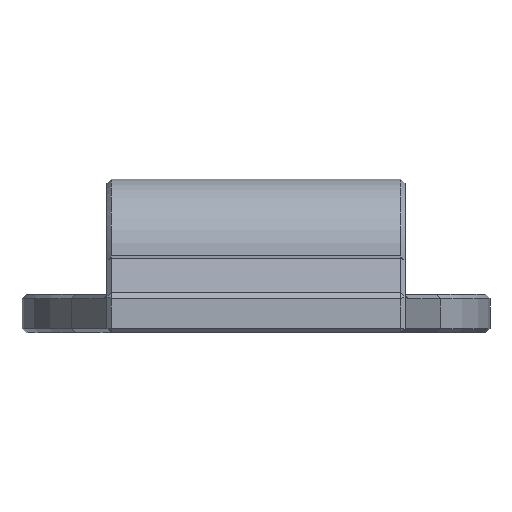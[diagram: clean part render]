
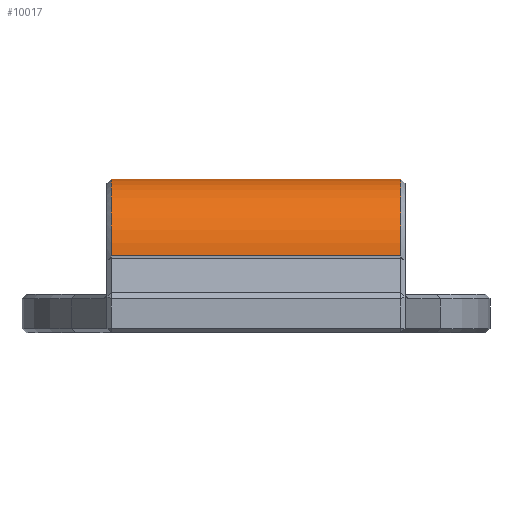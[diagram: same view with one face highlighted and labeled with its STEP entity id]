
A CAD part, front view. The second image highlights one B-rep face of the part: STEP entity #10017.
In plain terms, the highlighted cylindrical face has radius 6.25 mm (diameter 12.5 mm), a partial arc.
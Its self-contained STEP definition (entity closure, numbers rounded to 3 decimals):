
#24 = VERTEX_POINT('',#25);
#25 = CARTESIAN_POINT('',(-11.75,-6.25,0.));
#32 = PLANE('',#33);
#33 = AXIS2_PLACEMENT_3D('',#34,#35,#36);
#34 = CARTESIAN_POINT('',(0.,-6.25,0.));
#35 = DIRECTION('',(0.,0.,1.));
#36 = DIRECTION('',(0.,-1.,0.));
#85 = VERTEX_POINT('',#86);
#86 = CARTESIAN_POINT('',(11.75,-6.25,0.));
#112 = EDGE_CURVE('',#24,#85,#113,.T.);
#113 = SURFACE_CURVE('',#114,(#118,#125),.PCURVE_S1.);
#114 = LINE('',#115,#116);
#115 = CARTESIAN_POINT('',(0.,-6.25,0.));
#116 = VECTOR('',#117,1.);
#117 = DIRECTION('',(1.,0.,0.));
#118 = PCURVE('',#32,#119);
#119 = DEFINITIONAL_REPRESENTATION('',(#120),#124);
#120 = LINE('',#121,#122);
#121 = CARTESIAN_POINT('',(0.,0.));
#122 = VECTOR('',#123,1.);
#123 = DIRECTION('',(0.,1.));
#124 = ( GEOMETRIC_REPRESENTATION_CONTEXT(2) 
PARAMETRIC_REPRESENTATION_CONTEXT() REPRESENTATION_CONTEXT('2D SPACE',''
  ) );
#125 = PCURVE('',#126,#131);
#126 = CYLINDRICAL_SURFACE('',#127,6.25);
#127 = AXIS2_PLACEMENT_3D('',#128,#129,#130);
#128 = CARTESIAN_POINT('',(0.,0.,0.));
#129 = DIRECTION('',(1.,0.,0.));
#130 = DIRECTION('',(0.,0.126,0.992));
#131 = DEFINITIONAL_REPRESENTATION('',(#132),#136);
#132 = LINE('',#133,#134);
#133 = CARTESIAN_POINT('',(1.697,0.));
#134 = VECTOR('',#135,1.);
#135 = DIRECTION('',(0.,1.));
#136 = ( GEOMETRIC_REPRESENTATION_CONTEXT(2) 
PARAMETRIC_REPRESENTATION_CONTEXT() REPRESENTATION_CONTEXT('2D SPACE',''
  ) );
#9798 = CONICAL_SURFACE('',#9799,6.075,0.785);
#9799 = AXIS2_PLACEMENT_3D('',#9800,#9801,#9802);
#9800 = CARTESIAN_POINT('',(-11.925,0.,0.));
#9801 = DIRECTION('',(1.,0.,0.));
#9802 = DIRECTION('',(0.,0.,1.));
#9984 = CONICAL_SURFACE('',#9985,6.075,0.785);
#9985 = AXIS2_PLACEMENT_3D('',#9986,#9987,#9988);
#9986 = CARTESIAN_POINT('',(11.925,0.,0.));
#9987 = DIRECTION('',(-1.,0.,0.));
#9988 = DIRECTION('',(0.,0.,1.));
#10017 = ADVANCED_FACE('',(#10018),#126,.T.);
#10018 = FACE_BOUND('',#10019,.T.);
#10019 = EDGE_LOOP('',(#10020,#10044,#10045,#10069));
#10020 = ORIENTED_EDGE('',*,*,#10021,.F.);
#10021 = EDGE_CURVE('',#24,#10022,#10024,.T.);
#10022 = VERTEX_POINT('',#10023);
#10023 = CARTESIAN_POINT('',(-11.75,6.052,-1.563));
#10024 = SURFACE_CURVE('',#10025,(#10030,#10037),.PCURVE_S1.);
#10025 = CIRCLE('',#10026,6.25);
#10026 = AXIS2_PLACEMENT_3D('',#10027,#10028,#10029);
#10027 = CARTESIAN_POINT('',(-11.75,0.,0.));
#10028 = DIRECTION('',(-1.,0.,0.));
#10029 = DIRECTION('',(0.,0.,1.));
#10030 = PCURVE('',#126,#10031);
#10031 = DEFINITIONAL_REPRESENTATION('',(#10032),#10036);
#10032 = LINE('',#10033,#10034);
#10033 = CARTESIAN_POINT('',(6.41,-11.75));
#10034 = VECTOR('',#10035,1.);
#10035 = DIRECTION('',(-1.,0.));
#10036 = ( GEOMETRIC_REPRESENTATION_CONTEXT(2) 
PARAMETRIC_REPRESENTATION_CONTEXT() REPRESENTATION_CONTEXT('2D SPACE',''
  ) );
#10037 = PCURVE('',#9798,#10038);
#10038 = DEFINITIONAL_REPRESENTATION('',(#10039),#10043);
#10039 = LINE('',#10040,#10041);
#10040 = CARTESIAN_POINT('',(12.566,0.175));
#10041 = VECTOR('',#10042,1.);
#10042 = DIRECTION('',(-1.,0.));
#10043 = ( GEOMETRIC_REPRESENTATION_CONTEXT(2) 
PARAMETRIC_REPRESENTATION_CONTEXT() REPRESENTATION_CONTEXT('2D SPACE',''
  ) );
#10044 = ORIENTED_EDGE('',*,*,#112,.T.);
#10045 = ORIENTED_EDGE('',*,*,#10046,.F.);
#10046 = EDGE_CURVE('',#10047,#85,#10049,.T.);
#10047 = VERTEX_POINT('',#10048);
#10048 = CARTESIAN_POINT('',(11.75,6.052,-1.563));
#10049 = SURFACE_CURVE('',#10050,(#10055,#10062),.PCURVE_S1.);
#10050 = CIRCLE('',#10051,6.25);
#10051 = AXIS2_PLACEMENT_3D('',#10052,#10053,#10054);
#10052 = CARTESIAN_POINT('',(11.75,0.,0.));
#10053 = DIRECTION('',(1.,0.,-0.));
#10054 = DIRECTION('',(0.,0.,1.));
#10055 = PCURVE('',#126,#10056);
#10056 = DEFINITIONAL_REPRESENTATION('',(#10057),#10061);
#10057 = LINE('',#10058,#10059);
#10058 = CARTESIAN_POINT('',(-6.157,11.75));
#10059 = VECTOR('',#10060,1.);
#10060 = DIRECTION('',(1.,0.));
#10061 = ( GEOMETRIC_REPRESENTATION_CONTEXT(2) 
PARAMETRIC_REPRESENTATION_CONTEXT() REPRESENTATION_CONTEXT('2D SPACE',''
  ) );
#10062 = PCURVE('',#9984,#10063);
#10063 = DEFINITIONAL_REPRESENTATION('',(#10064),#10068);
#10064 = LINE('',#10065,#10066);
#10065 = CARTESIAN_POINT('',(6.283,0.175));
#10066 = VECTOR('',#10067,1.);
#10067 = DIRECTION('',(-1.,0.));
#10068 = ( GEOMETRIC_REPRESENTATION_CONTEXT(2) 
PARAMETRIC_REPRESENTATION_CONTEXT() REPRESENTATION_CONTEXT('2D SPACE',''
  ) );
#10069 = ORIENTED_EDGE('',*,*,#10070,.F.);
#10070 = EDGE_CURVE('',#10022,#10047,#10071,.T.);
#10071 = SURFACE_CURVE('',#10072,(#10076,#10083),.PCURVE_S1.);
#10072 = LINE('',#10073,#10074);
#10073 = CARTESIAN_POINT('',(0.,6.052,-1.563));
#10074 = VECTOR('',#10075,1.);
#10075 = DIRECTION('',(1.,0.,0.));
#10076 = PCURVE('',#126,#10077);
#10077 = DEFINITIONAL_REPRESENTATION('',(#10078),#10082);
#10078 = LINE('',#10079,#10080);
#10079 = CARTESIAN_POINT('',(-1.697,0.));
#10080 = VECTOR('',#10081,1.);
#10081 = DIRECTION('',(0.,1.));
#10082 = ( GEOMETRIC_REPRESENTATION_CONTEXT(2) 
PARAMETRIC_REPRESENTATION_CONTEXT() REPRESENTATION_CONTEXT('2D SPACE',''
  ) );
#10083 = PCURVE('',#10084,#10089);
#10084 = CYLINDRICAL_SURFACE('',#10085,1.25);
#10085 = AXIS2_PLACEMENT_3D('',#10086,#10087,#10088);
#10086 = CARTESIAN_POINT('',(0.,7.262,-1.875));
#10087 = DIRECTION('',(1.,0.,0.));
#10088 = DIRECTION('',(0.,-0.791,-0.612));
#10089 = DEFINITIONAL_REPRESENTATION('',(#10090),#10094);
#10090 = LINE('',#10091,#10092);
#10091 = CARTESIAN_POINT('',(5.371,0.));
#10092 = VECTOR('',#10093,1.);
#10093 = DIRECTION('',(0.,1.));
#10094 = ( GEOMETRIC_REPRESENTATION_CONTEXT(2) 
PARAMETRIC_REPRESENTATION_CONTEXT() REPRESENTATION_CONTEXT('2D SPACE',''
  ) );
